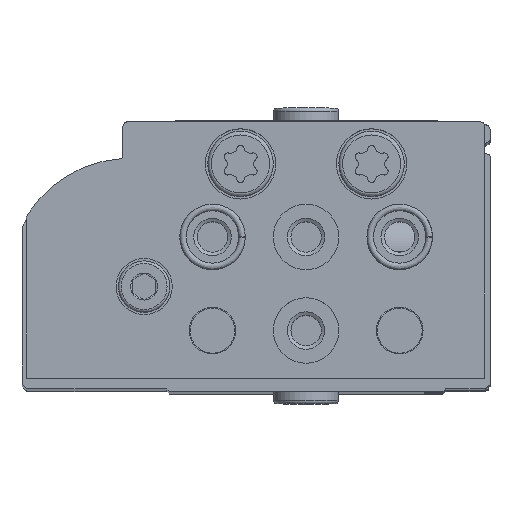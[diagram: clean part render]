
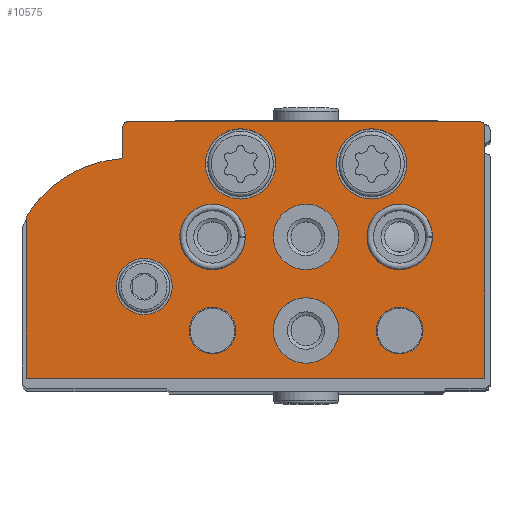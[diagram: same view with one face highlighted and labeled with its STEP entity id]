
A CAD part, top view. The second image highlights one B-rep face of the part: STEP entity #10575.
In plain terms, the highlighted face is planar.
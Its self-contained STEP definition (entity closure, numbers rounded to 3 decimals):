
#320=PLANE('',#11892);
#899=CIRCLE('',#11878,0.5);
#900=CIRCLE('',#11883,1.);
#901=CIRCLE('',#11885,13.);
#902=CIRCLE('',#11887,0.3);
#903=CIRCLE('',#11890,0.5);
#904=CIRCLE('',#11893,3.);
#905=CIRCLE('',#11894,3.75);
#906=CIRCLE('',#11895,3.75);
#907=CIRCLE('',#11896,3.5);
#908=CIRCLE('',#11897,3.5);
#909=CIRCLE('',#11898,3.5);
#910=CIRCLE('',#11899,3.5);
#911=CIRCLE('',#11900,2.5);
#912=CIRCLE('',#11901,2.5);
#1719=LINE('',#18110,#2500);
#1721=LINE('',#18114,#2502);
#1723=LINE('',#18118,#2504);
#1728=LINE('',#18134,#2509);
#1731=LINE('',#18142,#2512);
#2500=VECTOR('',#14669,1000.);
#2502=VECTOR('',#14673,1000.);
#2504=VECTOR('',#14677,1000.);
#2509=VECTOR('',#14696,1000.);
#2512=VECTOR('',#14705,1000.);
#4770=ORIENTED_EDGE('',*,*,#6657,.T.);
#4771=ORIENTED_EDGE('',*,*,#6658,.T.);
#4772=ORIENTED_EDGE('',*,*,#6659,.T.);
#4773=ORIENTED_EDGE('',*,*,#6660,.T.);
#4774=ORIENTED_EDGE('',*,*,#6661,.T.);
#4775=ORIENTED_EDGE('',*,*,#6662,.T.);
#4776=ORIENTED_EDGE('',*,*,#6663,.T.);
#4777=ORIENTED_EDGE('',*,*,#6664,.T.);
#4778=ORIENTED_EDGE('',*,*,#6665,.T.);
#4779=ORIENTED_EDGE('',*,*,#6636,.F.);
#4780=ORIENTED_EDGE('',*,*,#6655,.F.);
#4781=ORIENTED_EDGE('',*,*,#6653,.F.);
#4782=ORIENTED_EDGE('',*,*,#6651,.F.);
#4783=ORIENTED_EDGE('',*,*,#6649,.T.);
#4784=ORIENTED_EDGE('',*,*,#6647,.F.);
#4785=ORIENTED_EDGE('',*,*,#6645,.F.);
#4786=ORIENTED_EDGE('',*,*,#6643,.F.);
#4787=ORIENTED_EDGE('',*,*,#6641,.F.);
#4788=ORIENTED_EDGE('',*,*,#6639,.F.);
#6636=EDGE_CURVE('',#7796,#7797,#899,.T.);
#6639=EDGE_CURVE('',#7797,#7798,#1719,.T.);
#6641=EDGE_CURVE('',#7798,#7799,#1721,.T.);
#6643=EDGE_CURVE('',#7799,#7800,#1723,.T.);
#6645=EDGE_CURVE('',#7800,#7801,#900,.T.);
#6647=EDGE_CURVE('',#7801,#7802,#901,.T.);
#6649=EDGE_CURVE('',#7803,#7802,#902,.T.);
#6651=EDGE_CURVE('',#7803,#7804,#1728,.T.);
#6653=EDGE_CURVE('',#7804,#7805,#903,.T.);
#6655=EDGE_CURVE('',#7805,#7796,#1731,.T.);
#6657=EDGE_CURVE('',#7806,#7806,#904,.T.);
#6658=EDGE_CURVE('',#7807,#7807,#905,.T.);
#6659=EDGE_CURVE('',#7808,#7808,#906,.T.);
#6660=EDGE_CURVE('',#7809,#7809,#907,.T.);
#6661=EDGE_CURVE('',#7810,#7810,#908,.T.);
#6662=EDGE_CURVE('',#7811,#7811,#909,.T.);
#6663=EDGE_CURVE('',#7812,#7812,#910,.T.);
#6664=EDGE_CURVE('',#7813,#7813,#911,.T.);
#6665=EDGE_CURVE('',#7814,#7814,#912,.T.);
#7796=VERTEX_POINT('',#18105);
#7797=VERTEX_POINT('',#18106);
#7798=VERTEX_POINT('',#18111);
#7799=VERTEX_POINT('',#18115);
#7800=VERTEX_POINT('',#18119);
#7801=VERTEX_POINT('',#18123);
#7802=VERTEX_POINT('',#18127);
#7803=VERTEX_POINT('',#18131);
#7804=VERTEX_POINT('',#18135);
#7805=VERTEX_POINT('',#18139);
#7806=VERTEX_POINT('',#18146);
#7807=VERTEX_POINT('',#18148);
#7808=VERTEX_POINT('',#18150);
#7809=VERTEX_POINT('',#18152);
#7810=VERTEX_POINT('',#18154);
#7811=VERTEX_POINT('',#18156);
#7812=VERTEX_POINT('',#18158);
#7813=VERTEX_POINT('',#18160);
#7814=VERTEX_POINT('',#18162);
#8644=EDGE_LOOP('',(#4770));
#8645=EDGE_LOOP('',(#4771));
#8646=EDGE_LOOP('',(#4772));
#8647=EDGE_LOOP('',(#4773));
#8648=EDGE_LOOP('',(#4774));
#8649=EDGE_LOOP('',(#4775));
#8650=EDGE_LOOP('',(#4776));
#8651=EDGE_LOOP('',(#4777));
#8652=EDGE_LOOP('',(#4778));
#8653=EDGE_LOOP('',(#4779,#4780,#4781,#4782,#4783,#4784,#4785,#4786,#4787,
#4788));
#9556=FACE_BOUND('',#8644,.T.);
#9557=FACE_BOUND('',#8645,.T.);
#9558=FACE_BOUND('',#8646,.T.);
#9559=FACE_BOUND('',#8647,.T.);
#9560=FACE_BOUND('',#8648,.T.);
#9561=FACE_BOUND('',#8649,.T.);
#9562=FACE_BOUND('',#8650,.T.);
#9563=FACE_BOUND('',#8651,.T.);
#9564=FACE_BOUND('',#8652,.T.);
#9565=FACE_BOUND('',#8653,.T.);
#10575=ADVANCED_FACE('',(#9556,#9557,#9558,#9559,#9560,#9561,#9562,#9563,
#9564,#9565),#320,.F.);
#11878=AXIS2_PLACEMENT_3D('',#18104,#14663,#14664);
#11883=AXIS2_PLACEMENT_3D('',#18122,#14681,#14682);
#11885=AXIS2_PLACEMENT_3D('',#18126,#14686,#14687);
#11887=AXIS2_PLACEMENT_3D('',#18130,#14691,#14692);
#11890=AXIS2_PLACEMENT_3D('',#18138,#14700,#14701);
#11892=AXIS2_PLACEMENT_3D('',#18144,#14707,#14708);
#11893=AXIS2_PLACEMENT_3D('',#18145,#14709,#14710);
#11894=AXIS2_PLACEMENT_3D('',#18147,#14711,#14712);
#11895=AXIS2_PLACEMENT_3D('',#18149,#14713,#14714);
#11896=AXIS2_PLACEMENT_3D('',#18151,#14715,#14716);
#11897=AXIS2_PLACEMENT_3D('',#18153,#14717,#14718);
#11898=AXIS2_PLACEMENT_3D('',#18155,#14719,#14720);
#11899=AXIS2_PLACEMENT_3D('',#18157,#14721,#14722);
#11900=AXIS2_PLACEMENT_3D('',#18159,#14723,#14724);
#11901=AXIS2_PLACEMENT_3D('',#18161,#14725,#14726);
#14663=DIRECTION('',(0.,0.,1.));
#14664=DIRECTION('',(1.,0.,0.));
#14669=DIRECTION('',(0.,-1.,0.));
#14673=DIRECTION('',(1.,0.,0.));
#14677=DIRECTION('',(0.,1.,0.));
#14681=DIRECTION('',(0.,0.,1.));
#14682=DIRECTION('',(1.,0.,0.));
#14686=DIRECTION('',(0.,0.,1.));
#14687=DIRECTION('',(1.,0.,0.));
#14691=DIRECTION('',(0.,0.,1.));
#14692=DIRECTION('',(1.,0.,0.));
#14696=DIRECTION('',(0.,1.,0.));
#14700=DIRECTION('',(0.,0.,1.));
#14701=DIRECTION('',(1.,0.,0.));
#14705=DIRECTION('',(-1.,0.,0.));
#14707=DIRECTION('',(0.,0.,1.));
#14708=DIRECTION('',(1.,0.,0.));
#14709=DIRECTION('',(0.,0.,1.));
#14710=DIRECTION('',(1.,0.,0.));
#14711=DIRECTION('',(0.,0.,1.));
#14712=DIRECTION('',(1.,0.,0.));
#14713=DIRECTION('',(0.,0.,1.));
#14714=DIRECTION('',(1.,0.,0.));
#14715=DIRECTION('',(0.,0.,1.));
#14716=DIRECTION('',(1.,0.,0.));
#14717=DIRECTION('',(0.,0.,1.));
#14718=DIRECTION('',(1.,0.,0.));
#14719=DIRECTION('',(0.,0.,1.));
#14720=DIRECTION('',(1.,0.,0.));
#14721=DIRECTION('',(0.,0.,1.));
#14722=DIRECTION('',(1.,0.,0.));
#14723=DIRECTION('',(0.,0.,1.));
#14724=DIRECTION('',(1.,0.,0.));
#14725=DIRECTION('',(0.,0.,1.));
#14726=DIRECTION('',(1.,0.,0.));
#18104=CARTESIAN_POINT('',(0.5,26.9,0.));
#18105=CARTESIAN_POINT('',(0.5,27.4,0.));
#18106=CARTESIAN_POINT('',(0.,26.9,0.));
#18110=CARTESIAN_POINT('',(0.,26.9,0.));
#18111=CARTESIAN_POINT('',(0.,0.,0.));
#18114=CARTESIAN_POINT('',(0.,0.,0.));
#18115=CARTESIAN_POINT('',(49.,0.,0.));
#18118=CARTESIAN_POINT('',(49.,0.,0.));
#18119=CARTESIAN_POINT('',(49.,16.98,0.));
#18122=CARTESIAN_POINT('',(48.,16.98,0.));
#18123=CARTESIAN_POINT('',(48.842,17.52,0.));
#18126=CARTESIAN_POINT('',(37.9,10.5,0.));
#18127=CARTESIAN_POINT('',(38.936,23.459,0.));
#18130=CARTESIAN_POINT('',(38.96,23.758,0.));
#18131=CARTESIAN_POINT('',(38.66,23.758,0.));
#18134=CARTESIAN_POINT('',(38.66,23.758,0.));
#18135=CARTESIAN_POINT('',(38.66,26.9,0.));
#18138=CARTESIAN_POINT('',(38.16,26.9,0.));
#18139=CARTESIAN_POINT('',(38.16,27.4,0.));
#18142=CARTESIAN_POINT('',(38.16,27.4,0.));
#18144=CARTESIAN_POINT('',(0.5,26.9,0.));
#18145=CARTESIAN_POINT('',(36.4,9.8,0.));
#18146=CARTESIAN_POINT('',(39.4,9.8,0.));
#18147=CARTESIAN_POINT('',(26.1,22.9,0.));
#18148=CARTESIAN_POINT('',(29.85,22.9,0.));
#18149=CARTESIAN_POINT('',(12.1,22.9,0.));
#18150=CARTESIAN_POINT('',(15.85,22.9,0.));
#18151=CARTESIAN_POINT('',(29.1,15.1,0.));
#18152=CARTESIAN_POINT('',(32.6,15.1,0.));
#18153=CARTESIAN_POINT('',(19.1,15.1,0.));
#18154=CARTESIAN_POINT('',(22.6,15.1,0.));
#18155=CARTESIAN_POINT('',(9.1,15.1,0.));
#18156=CARTESIAN_POINT('',(12.6,15.1,0.));
#18157=CARTESIAN_POINT('',(19.1,5.1,0.));
#18158=CARTESIAN_POINT('',(22.6,5.1,0.));
#18159=CARTESIAN_POINT('',(29.1,5.1,0.));
#18160=CARTESIAN_POINT('',(31.6,5.1,0.));
#18161=CARTESIAN_POINT('',(9.1,5.1,0.));
#18162=CARTESIAN_POINT('',(11.6,5.1,0.));
